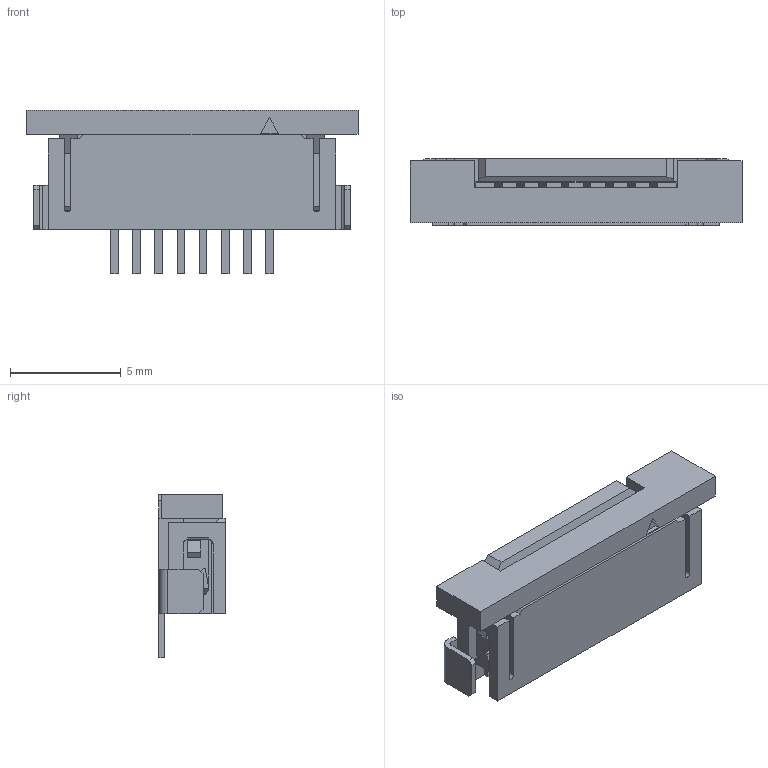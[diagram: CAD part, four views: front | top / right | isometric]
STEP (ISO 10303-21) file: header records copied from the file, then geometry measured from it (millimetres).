
FILE_DESCRIPTION((''),'2;1');
FILE_NAME('522710879','2019-07-23T',('gga'),(''),'PRO/ENGINEER BY PARAMETRIC TECHNOLOGY CORPORATION, 2016010','PRO/ENGINEER BY PARAMETRIC TECHNOLOGY CORPORATION, 2016010','');
FILE_SCHEMA(('CONFIG_CONTROL_DESIGN'));
Length unit declared in the file: millimetre
Products named in the file (1): 522710879
Bounding box: 15 x 3 x 7.4 mm (x, y, z)
Volume: 188.4 mm3; surface area: 506.7 mm2
Topology: 1 solids, 1 shells, 368 faces, 1183 edges, 792 vertices
Faces by surface type: plane 316, cylinder 52
Entity records: 12928 total; most frequent: CARTESIAN_POINT 2304, ORIENTED_EDGE 2286, DIRECTION 2033, EDGE_CURVE 1143, VECTOR 1071, LINE 1071, VERTEX_POINT 752, AXIS2_PLACEMENT_3D 481
